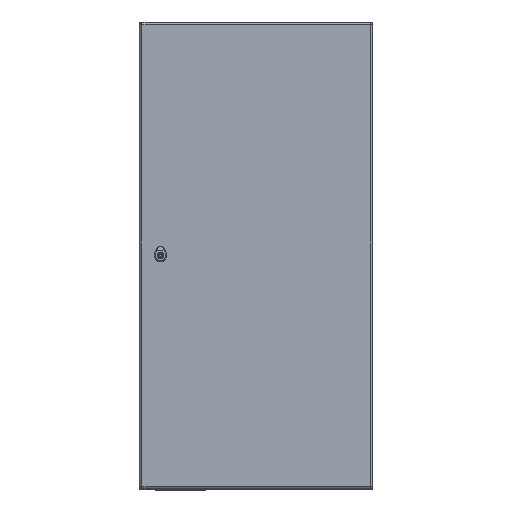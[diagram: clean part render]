
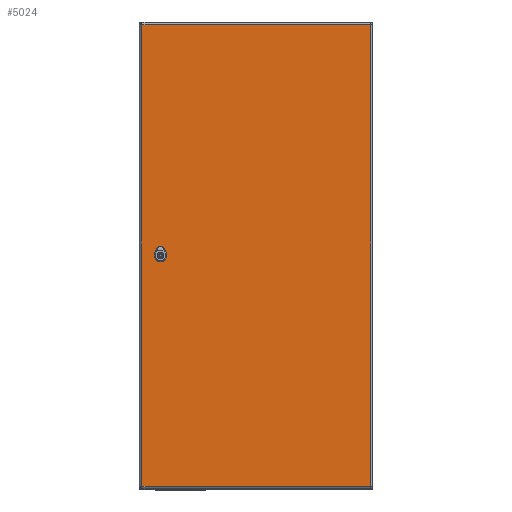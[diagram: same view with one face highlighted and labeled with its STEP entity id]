
A CAD part, top view. The second image highlights one B-rep face of the part: STEP entity #5024.
In plain terms, the highlighted face is planar.
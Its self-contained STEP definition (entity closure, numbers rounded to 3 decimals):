
#2980=FACE_BOUND('',#7333,.T.);
#2981=FACE_BOUND('',#7334,.T.);
#4214=CIRCLE('',#19549,11.25);
#4215=CIRCLE('',#19550,11.25);
#4216=CIRCLE('',#19551,11.25);
#4217=CIRCLE('',#19552,11.25);
#4218=CIRCLE('',#19553,0.4);
#4219=CIRCLE('',#19554,0.4);
#4220=CIRCLE('',#19555,0.4);
#4221=CIRCLE('',#19556,0.4);
#5024=ADVANCED_FACE('',(#2980,#2981),#5664,.F.);
#5664=PLANE('',#19557);
#7333=EDGE_LOOP('',(#10121,#10122,#10123,#10124,#10125,#10126,#10127,#10128));
#7334=EDGE_LOOP('',(#10129,#10130,#10131,#10132,#10133,#10134,#10135,#10136));
#10121=ORIENTED_EDGE('',*,*,#15321,.T.);
#10122=ORIENTED_EDGE('',*,*,#15322,.T.);
#10123=ORIENTED_EDGE('',*,*,#15323,.T.);
#10124=ORIENTED_EDGE('',*,*,#15324,.T.);
#10125=ORIENTED_EDGE('',*,*,#15325,.T.);
#10126=ORIENTED_EDGE('',*,*,#15326,.T.);
#10127=ORIENTED_EDGE('',*,*,#15327,.T.);
#10128=ORIENTED_EDGE('',*,*,#15328,.T.);
#10129=ORIENTED_EDGE('',*,*,#15329,.F.);
#10130=ORIENTED_EDGE('',*,*,#15330,.F.);
#10131=ORIENTED_EDGE('',*,*,#15331,.F.);
#10132=ORIENTED_EDGE('',*,*,#15332,.F.);
#10133=ORIENTED_EDGE('',*,*,#15333,.F.);
#10134=ORIENTED_EDGE('',*,*,#15334,.F.);
#10135=ORIENTED_EDGE('',*,*,#15335,.F.);
#10136=ORIENTED_EDGE('',*,*,#15336,.F.);
#13441=VERTEX_POINT('',#27945);
#13442=VERTEX_POINT('',#27946);
#13443=VERTEX_POINT('',#27948);
#13444=VERTEX_POINT('',#27950);
#13445=VERTEX_POINT('',#27952);
#13446=VERTEX_POINT('',#27954);
#13447=VERTEX_POINT('',#27956);
#13448=VERTEX_POINT('',#27958);
#13449=VERTEX_POINT('',#27961);
#13450=VERTEX_POINT('',#27962);
#13451=VERTEX_POINT('',#27964);
#13452=VERTEX_POINT('',#27966);
#13453=VERTEX_POINT('',#27968);
#13454=VERTEX_POINT('',#27970);
#13455=VERTEX_POINT('',#27972);
#13456=VERTEX_POINT('',#27974);
#15321=EDGE_CURVE('',#13441,#13442,#17011,.T.);
#15322=EDGE_CURVE('',#13442,#13443,#4214,.T.);
#15323=EDGE_CURVE('',#13443,#13444,#17012,.T.);
#15324=EDGE_CURVE('',#13444,#13445,#4215,.T.);
#15325=EDGE_CURVE('',#13445,#13446,#17013,.T.);
#15326=EDGE_CURVE('',#13446,#13447,#4216,.T.);
#15327=EDGE_CURVE('',#13447,#13448,#17014,.T.);
#15328=EDGE_CURVE('',#13448,#13441,#4217,.T.);
#15329=EDGE_CURVE('',#13449,#13450,#4218,.T.);
#15330=EDGE_CURVE('',#13451,#13449,#17015,.T.);
#15331=EDGE_CURVE('',#13452,#13451,#4219,.T.);
#15332=EDGE_CURVE('',#13453,#13452,#17016,.T.);
#15333=EDGE_CURVE('',#13454,#13453,#4220,.T.);
#15334=EDGE_CURVE('',#13455,#13454,#17017,.T.);
#15335=EDGE_CURVE('',#13456,#13455,#4221,.T.);
#15336=EDGE_CURVE('',#13450,#13456,#17018,.T.);
#17011=LINE('',#27944,#18077);
#17012=LINE('',#27949,#18078);
#17013=LINE('',#27953,#18079);
#17014=LINE('',#27957,#18080);
#17015=LINE('',#27963,#18081);
#17016=LINE('',#27967,#18082);
#17017=LINE('',#27971,#18083);
#17018=LINE('',#27975,#18084);
#18077=VECTOR('',#22988,1.);
#18078=VECTOR('',#22991,1.);
#18079=VECTOR('',#22994,1.);
#18080=VECTOR('',#22997,1.);
#18081=VECTOR('',#23002,1.);
#18082=VECTOR('',#23005,1.);
#18083=VECTOR('',#23008,1.);
#18084=VECTOR('',#23011,1.);
#19549=AXIS2_PLACEMENT_3D('',#27947,#22989,#22990);
#19550=AXIS2_PLACEMENT_3D('',#27951,#22992,#22993);
#19551=AXIS2_PLACEMENT_3D('',#27955,#22995,#22996);
#19552=AXIS2_PLACEMENT_3D('',#27959,#22998,#22999);
#19553=AXIS2_PLACEMENT_3D('',#27960,#23000,#23001);
#19554=AXIS2_PLACEMENT_3D('',#27965,#23003,#23004);
#19555=AXIS2_PLACEMENT_3D('',#27969,#23006,#23007);
#19556=AXIS2_PLACEMENT_3D('',#27973,#23009,#23010);
#19557=AXIS2_PLACEMENT_3D('',#27976,#23012,#23013);
#22988=DIRECTION('',(-1.,0.,0.));
#22989=DIRECTION('',(0.,0.,1.));
#22990=DIRECTION('',(1.,0.,0.));
#22991=DIRECTION('',(0.,-1.,0.));
#22992=DIRECTION('',(0.,0.,1.));
#22993=DIRECTION('',(1.,0.,0.));
#22994=DIRECTION('',(1.,0.,0.));
#22995=DIRECTION('',(0.,0.,1.));
#22996=DIRECTION('',(1.,0.,0.));
#22997=DIRECTION('',(0.,1.,0.));
#22998=DIRECTION('',(0.,0.,1.));
#22999=DIRECTION('',(1.,0.,0.));
#23000=DIRECTION('',(0.,0.,1.));
#23001=DIRECTION('',(1.,0.,0.));
#23002=DIRECTION('',(0.,-1.,0.));
#23003=DIRECTION('',(0.,0.,1.));
#23004=DIRECTION('',(1.,0.,0.));
#23005=DIRECTION('',(-1.,0.,0.));
#23006=DIRECTION('',(0.,0.,1.));
#23007=DIRECTION('',(1.,0.,0.));
#23008=DIRECTION('',(0.,1.,0.));
#23009=DIRECTION('',(0.,0.,1.));
#23010=DIRECTION('',(1.,0.,0.));
#23011=DIRECTION('',(1.,0.,0.));
#23012=DIRECTION('',(0.,0.,1.));
#23013=DIRECTION('',(1.,0.,0.));
#27944=CARTESIAN_POINT('',(-293.35,10.2,0.));
#27945=CARTESIAN_POINT('',(250.596,10.2,0.));
#27946=CARTESIAN_POINT('',(241.104,10.2,0.));
#27947=CARTESIAN_POINT('',(245.85,0.,0.));
#27948=CARTESIAN_POINT('',(235.65,4.746,0.));
#27949=CARTESIAN_POINT('',(235.65,593.,0.));
#27950=CARTESIAN_POINT('',(235.65,-4.746,0.));
#27951=CARTESIAN_POINT('',(245.85,0.,0.));
#27952=CARTESIAN_POINT('',(241.104,-10.2,0.));
#27953=CARTESIAN_POINT('',(-293.35,-10.2,0.));
#27954=CARTESIAN_POINT('',(250.596,-10.2,0.));
#27955=CARTESIAN_POINT('',(245.85,0.,0.));
#27956=CARTESIAN_POINT('',(256.05,-4.746,0.));
#27957=CARTESIAN_POINT('',(256.05,593.,0.));
#27958=CARTESIAN_POINT('',(256.05,4.746,0.));
#27959=CARTESIAN_POINT('',(245.85,0.,0.));
#27960=CARTESIAN_POINT('',(-293.35,-593.,0.));
#27961=CARTESIAN_POINT('',(-293.75,-593.,0.));
#27962=CARTESIAN_POINT('',(-293.35,-593.4,0.));
#27963=CARTESIAN_POINT('',(-293.75,593.,0.));
#27964=CARTESIAN_POINT('',(-293.75,593.,0.));
#27965=CARTESIAN_POINT('',(-293.35,593.,0.));
#27966=CARTESIAN_POINT('',(-293.35,593.4,0.));
#27967=CARTESIAN_POINT('',(293.35,593.4,0.));
#27968=CARTESIAN_POINT('',(293.35,593.4,0.));
#27969=CARTESIAN_POINT('',(293.35,593.,0.));
#27970=CARTESIAN_POINT('',(293.75,593.,0.));
#27971=CARTESIAN_POINT('',(293.75,-593.,0.));
#27972=CARTESIAN_POINT('',(293.75,-593.,0.));
#27973=CARTESIAN_POINT('',(293.35,-593.,0.));
#27974=CARTESIAN_POINT('',(293.35,-593.4,0.));
#27975=CARTESIAN_POINT('',(-293.35,-593.4,0.));
#27976=CARTESIAN_POINT('',(-293.35,593.,0.));
